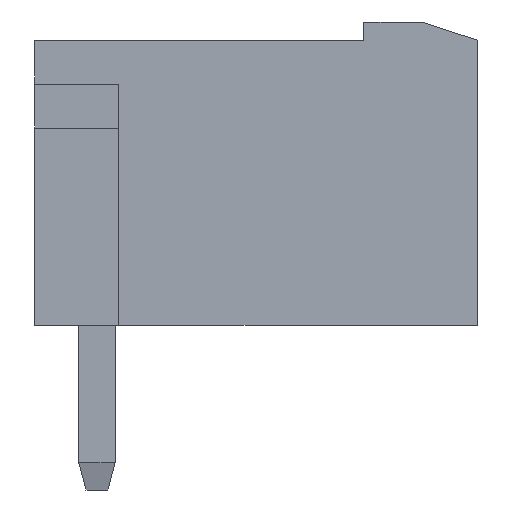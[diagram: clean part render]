
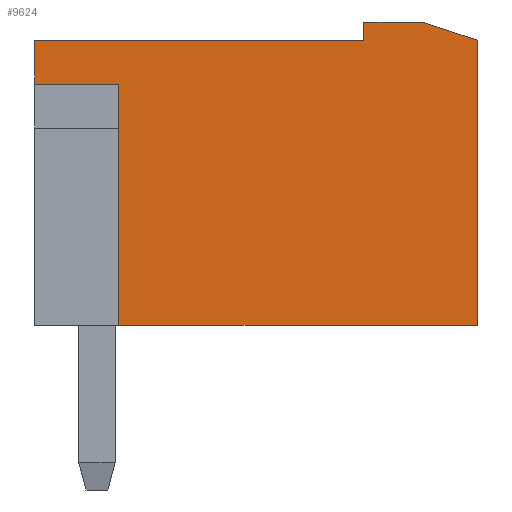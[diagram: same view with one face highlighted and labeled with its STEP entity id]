
A CAD part, left-side view. The second image highlights one B-rep face of the part: STEP entity #9624.
In plain terms, the highlighted planar face has unit normal (-1, 0, 0).
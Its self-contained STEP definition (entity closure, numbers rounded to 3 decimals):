
#558=FACE_OUTER_BOUND('',#1136,.T.);
#1136=EDGE_LOOP('',(#7723,#7724,#7725,#7726,#7727,#7728,#7729,#7730,#7731));
#1568=LINE('',#13327,#2777);
#1666=LINE('',#13529,#2875);
#1678=LINE('',#13552,#2887);
#2004=LINE('',#14239,#3213);
#2020=LINE('',#14271,#3229);
#2183=LINE('',#14787,#3392);
#2186=LINE('',#14792,#3395);
#2208=LINE('',#14818,#3417);
#2210=LINE('',#14822,#3419);
#2777=VECTOR('',#10848,9.);
#2875=VECTOR('',#11018,1.581);
#2887=VECTOR('',#11048,7.8);
#3213=VECTOR('',#11588,6.6);
#3229=VECTOR('',#11624,2.3);
#3392=VECTOR('',#12063,0.5);
#3395=VECTOR('',#12068,1.6);
#3417=VECTOR('',#12098,1.2);
#3419=VECTOR('',#12104,9.8);
#3902=VERTEX_POINT('',#13324);
#3903=VERTEX_POINT('',#13326);
#3970=VERTEX_POINT('',#13526);
#3971=VERTEX_POINT('',#13528);
#3973=VERTEX_POINT('',#13551);
#4226=VERTEX_POINT('',#14236);
#4227=VERTEX_POINT('',#14238);
#4233=VERTEX_POINT('',#14270);
#4394=VERTEX_POINT('',#14786);
#4829=EDGE_CURVE('',#3902,#3903,#1568,.T.);
#4927=EDGE_CURVE('',#3970,#3971,#1666,.T.);
#4939=EDGE_CURVE('',#3971,#3973,#1678,.T.);
#5274=EDGE_CURVE('',#4226,#4227,#2004,.T.);
#5290=EDGE_CURVE('',#4227,#4233,#2020,.T.);
#5516=EDGE_CURVE('',#3903,#4394,#2183,.T.);
#5519=EDGE_CURVE('',#4394,#3970,#2186,.T.);
#5541=EDGE_CURVE('',#4233,#3902,#2208,.T.);
#5543=EDGE_CURVE('',#4226,#3973,#2210,.T.);
#7723=ORIENTED_EDGE('',*,*,#4829,.F.);
#7724=ORIENTED_EDGE('',*,*,#5541,.F.);
#7725=ORIENTED_EDGE('',*,*,#5290,.F.);
#7726=ORIENTED_EDGE('',*,*,#5274,.F.);
#7727=ORIENTED_EDGE('',*,*,#5543,.T.);
#7728=ORIENTED_EDGE('',*,*,#4939,.F.);
#7729=ORIENTED_EDGE('',*,*,#4927,.F.);
#7730=ORIENTED_EDGE('',*,*,#5519,.F.);
#7731=ORIENTED_EDGE('',*,*,#5516,.F.);
#8781=PLANE('',#10202);
#9624=ADVANCED_FACE('',(#558),#8781,.T.);
#10202=AXIS2_PLACEMENT_3D('',#14823,#12105,#12106);
#10848=DIRECTION('',(0.,-1.,0.));
#11018=DIRECTION('',(0.,-0.949,-0.316));
#11048=DIRECTION('',(0.,0.,-1.));
#11588=DIRECTION('',(0.,0.,1.));
#11624=DIRECTION('',(0.,1.,0.));
#12063=DIRECTION('',(0.,0.,1.));
#12068=DIRECTION('',(0.,-1.,0.));
#12098=DIRECTION('',(0.,0.,1.));
#12104=DIRECTION('',(0.,-1.,0.));
#12105=DIRECTION('center_axis',(-1.,0.,0.));
#12106=DIRECTION('ref_axis',(0.,0.,-1.));
#13324=CARTESIAN_POINT('',(-23.46,1.7,7.8));
#13326=CARTESIAN_POINT('',(-23.46,-7.3,7.8));
#13327=CARTESIAN_POINT('',(-23.46,-0.6,7.8));
#13526=CARTESIAN_POINT('',(-23.46,-8.9,8.3));
#13528=CARTESIAN_POINT('',(-23.46,-10.4,7.8));
#13529=CARTESIAN_POINT('',(-23.46,-8.428,8.458));
#13551=CARTESIAN_POINT('',(-23.46,-10.4,0.));
#13552=CARTESIAN_POINT('',(-23.46,-10.4,7.8));
#14236=CARTESIAN_POINT('',(-23.46,-0.6,0.));
#14238=CARTESIAN_POINT('',(-23.46,-0.6,6.6));
#14239=CARTESIAN_POINT('',(-23.46,-0.6,0.));
#14270=CARTESIAN_POINT('',(-23.46,1.7,6.6));
#14271=CARTESIAN_POINT('',(-23.46,-0.6,6.6));
#14786=CARTESIAN_POINT('',(-23.46,-7.3,8.3));
#14787=CARTESIAN_POINT('',(-23.46,-7.3,7.875));
#14792=CARTESIAN_POINT('',(-23.46,-7.4,8.3));
#14818=CARTESIAN_POINT('',(-23.46,1.7,6.6));
#14822=CARTESIAN_POINT('',(-23.46,-0.6,0.));
#14823=CARTESIAN_POINT('Origin',(-23.46,-0.6,7.8));
